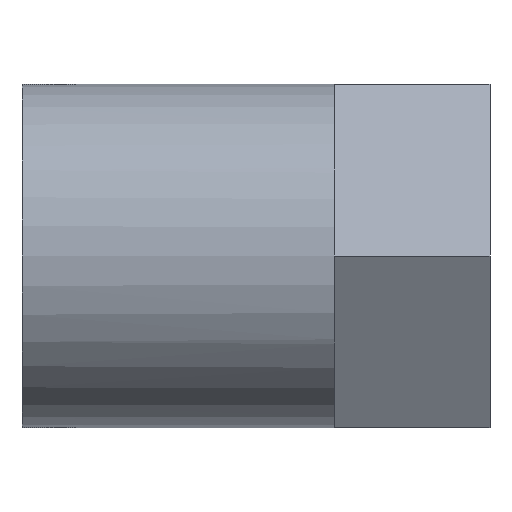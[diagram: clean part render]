
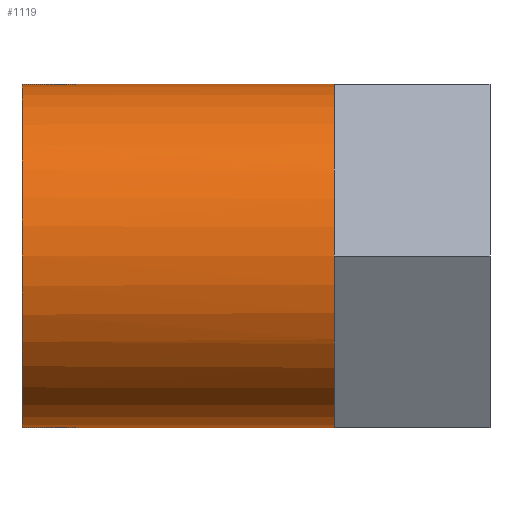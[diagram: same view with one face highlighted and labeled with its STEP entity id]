
A CAD part, front view. The second image highlights one B-rep face of the part: STEP entity #1119.
In plain terms, the highlighted cylindrical face has radius 5.5 mm (diameter 11 mm), a partial arc.
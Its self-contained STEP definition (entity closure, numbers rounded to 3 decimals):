
#49 = CARTESIAN_POINT ( 'NONE',  ( -23.288, -0.03, -5.5 ) ) ;
#65 = CARTESIAN_POINT ( 'NONE',  ( -23.288, 0., -5.5 ) ) ;
#80 = AXIS2_PLACEMENT_3D ( 'NONE', #1098, #2276, #1604 ) ;
#81 = ORIENTED_EDGE ( 'NONE', *, *, #2880, .T. ) ;
#97 = ORIENTED_EDGE ( 'NONE', *, *, #1115, .T. ) ;
#128 = B_SPLINE_CURVE_WITH_KNOTS ( 'NONE', 3,
 ( #857, #673, #1159, #843 ),
 .UNSPECIFIED., .F., .F.,
 ( 4, 4 ),
 ( 0., 0.5 ),
 .UNSPECIFIED. ) ;
#141 = AXIS2_PLACEMENT_3D ( 'NONE', #755, #489, #1688 ) ;
#145 = CARTESIAN_POINT ( 'NONE',  ( -23.288, -0.09, 5.499 ) ) ;
#156 = DIRECTION ( 'NONE',  ( 0., 0., 1. ) ) ;
#170 = CARTESIAN_POINT ( 'NONE',  ( -23.288, -4.778, -2.724 ) ) ;
#192 = CARTESIAN_POINT ( 'NONE',  ( -23.288, -0.09, -5.499 ) ) ;
#294 = VERTEX_POINT ( 'NONE', #2381 ) ;
#330 = CARTESIAN_POINT ( 'NONE',  ( -23.288, 0., -5.5 ) ) ;
#332 = LINE ( 'NONE', #1516, #583 ) ;
#411 = CARTESIAN_POINT ( 'NONE',  ( -23.288, -4.808, 2.672 ) ) ;
#489 = DIRECTION ( 'NONE',  ( -1., 0., 0. ) ) ;
#510 = VERTEX_POINT ( 'NONE', #192 ) ;
#524 = EDGE_CURVE ( 'NONE', #958, #2128, #2383, .T. ) ;
#542 = CARTESIAN_POINT ( 'NONE',  ( -23.288, -4.717, -2.828 ) ) ;
#552 = CARTESIAN_POINT ( 'NONE',  ( -33.288, 0., -5.5 ) ) ;
#583 = VECTOR ( 'NONE', #1775, 1000. ) ;
#629 = ORIENTED_EDGE ( 'NONE', *, *, #756, .T. ) ;
#645 = CARTESIAN_POINT ( 'NONE',  ( -23.288, -4.778, 2.724 ) ) ;
#673 = CARTESIAN_POINT ( 'NONE',  ( -23.288, -0.06, 5.5 ) ) ;
#755 = CARTESIAN_POINT ( 'NONE',  ( -23.288, 0., 0. ) ) ;
#756 = EDGE_CURVE ( 'NONE', #510, #2657, #2687, .T. ) ;
#794 = CARTESIAN_POINT ( 'NONE',  ( -23.288, -0.09, -5.499 ) ) ;
#843 = CARTESIAN_POINT ( 'NONE',  ( -23.288, 0., 5.5 ) ) ;
#857 = CARTESIAN_POINT ( 'NONE',  ( -23.288, -0.09, 5.499 ) ) ;
#904 = CARTESIAN_POINT ( 'NONE',  ( -23.288, 0., 0. ) ) ;
#958 = VERTEX_POINT ( 'NONE', #552 ) ;
#966 = ORIENTED_EDGE ( 'NONE', *, *, #1666, .F. ) ;
#990 = VERTEX_POINT ( 'NONE', #1037 ) ;
#1028 = AXIS2_PLACEMENT_3D ( 'NONE', #1855, #2575, #156 ) ;
#1037 = CARTESIAN_POINT ( 'NONE',  ( -23.288, -4.717, 2.828 ) ) ;
#1065 = VERTEX_POINT ( 'NONE', #1589 ) ;
#1098 = CARTESIAN_POINT ( 'NONE',  ( -36.642, 0., 0. ) ) ;
#1114 = CARTESIAN_POINT ( 'NONE',  ( -23.288, -4.748, 2.776 ) ) ;
#1115 = EDGE_CURVE ( 'NONE', #990, #2153, #2477, .T. ) ;
#1119 = ADVANCED_FACE ( 'NONE', ( #2290 ), #1839, .T. ) ;
#1125 = CARTESIAN_POINT ( 'NONE',  ( -23.288, -4.808, -2.672 ) ) ;
#1127 = CIRCLE ( 'NONE', #1028, 5.5 ) ;
#1147 = CARTESIAN_POINT ( 'NONE',  ( -33.288, 0., 0. ) ) ;
#1159 = CARTESIAN_POINT ( 'NONE',  ( -23.288, -0.03, 5.5 ) ) ;
#1175 = EDGE_CURVE ( 'NONE', #2531, #294, #1127, .T. ) ;
#1184 = B_SPLINE_CURVE_WITH_KNOTS ( 'NONE', 3,
 ( #330, #49, #2914, #794 ),
 .UNSPECIFIED., .F., .F.,
 ( 4, 4 ),
 ( 0.5, 1. ),
 .UNSPECIFIED. ) ;
#1217 = EDGE_CURVE ( 'NONE', #2153, #1065, #128, .T. ) ;
#1250 = EDGE_CURVE ( 'NONE', #2657, #2531, #2621, .T. ) ;
#1343 = DIRECTION ( 'NONE',  ( 0., 0., 1. ) ) ;
#1357 = CARTESIAN_POINT ( 'NONE',  ( -23.288, -4.748, -2.776 ) ) ;
#1386 = CARTESIAN_POINT ( 'NONE',  ( -36.642, 0., 5.5 ) ) ;
#1389 = B_SPLINE_CURVE_WITH_KNOTS ( 'NONE', 3,
 ( #411, #645, #1114, #2061 ),
 .UNSPECIFIED., .F., .F.,
 ( 4, 4 ),
 ( 0., 1. ),
 .UNSPECIFIED. ) ;
#1516 = CARTESIAN_POINT ( 'NONE',  ( -36.642, 0., -5.5 ) ) ;
#1532 = VECTOR ( 'NONE', #1686, 1000. ) ;
#1589 = CARTESIAN_POINT ( 'NONE',  ( -23.288, 0., 5.5 ) ) ;
#1604 = DIRECTION ( 'NONE',  ( 0., 0., 1. ) ) ;
#1666 = EDGE_CURVE ( 'NONE', #2358, #958, #332, .T. ) ;
#1686 = DIRECTION ( 'NONE',  ( -1., 0., 0. ) ) ;
#1688 = DIRECTION ( 'NONE',  ( 0., 0., 1. ) ) ;
#1775 = DIRECTION ( 'NONE',  ( -1., 0., 0. ) ) ;
#1792 = ORIENTED_EDGE ( 'NONE', *, *, #2009, .T. ) ;
#1808 = CARTESIAN_POINT ( 'NONE',  ( -33.288, 0., 5.5 ) ) ;
#1839 = CYLINDRICAL_SURFACE ( 'NONE', #80, 5.5 ) ;
#1843 = ORIENTED_EDGE ( 'NONE', *, *, #2331, .T. ) ;
#1855 = CARTESIAN_POINT ( 'NONE',  ( -23.288, 0., 0. ) ) ;
#1876 = DIRECTION ( 'NONE',  ( -1., 0., 0. ) ) ;
#2009 = EDGE_CURVE ( 'NONE', #294, #990, #1389, .T. ) ;
#2045 = DIRECTION ( 'NONE',  ( -1., 0., 0. ) ) ;
#2061 = CARTESIAN_POINT ( 'NONE',  ( -23.288, -4.717, 2.828 ) ) ;
#2092 = ORIENTED_EDGE ( 'NONE', *, *, #1250, .T. ) ;
#2128 = VERTEX_POINT ( 'NONE', #1808 ) ;
#2153 = VERTEX_POINT ( 'NONE', #145 ) ;
#2156 = LINE ( 'NONE', #1386, #1532 ) ;
#2222 = AXIS2_PLACEMENT_3D ( 'NONE', #904, #2045, #1343 ) ;
#2276 = DIRECTION ( 'NONE',  ( -1., 0., 0. ) ) ;
#2290 = FACE_OUTER_BOUND ( 'NONE', #2514, .T. ) ;
#2297 = CARTESIAN_POINT ( 'NONE',  ( -23.288, -4.808, -2.672 ) ) ;
#2331 = EDGE_CURVE ( 'NONE', #1065, #2128, #2156, .T. ) ;
#2358 = VERTEX_POINT ( 'NONE', #65 ) ;
#2381 = CARTESIAN_POINT ( 'NONE',  ( -23.288, -4.808, 2.672 ) ) ;
#2383 = CIRCLE ( 'NONE', #2736, 5.5 ) ;
#2440 = ORIENTED_EDGE ( 'NONE', *, *, #1217, .T. ) ;
#2477 = CIRCLE ( 'NONE', #2222, 5.5 ) ;
#2501 = ORIENTED_EDGE ( 'NONE', *, *, #1175, .T. ) ;
#2514 = EDGE_LOOP ( 'NONE', ( #966, #81, #629, #2092, #2501, #1792, #97, #2440, #1843, #2796 ) ) ;
#2531 = VERTEX_POINT ( 'NONE', #2297 ) ;
#2545 = CARTESIAN_POINT ( 'NONE',  ( -23.288, -4.717, -2.828 ) ) ;
#2575 = DIRECTION ( 'NONE',  ( -1., 0., 0. ) ) ;
#2621 = B_SPLINE_CURVE_WITH_KNOTS ( 'NONE', 3,
 ( #2545, #1357, #170, #1125 ),
 .UNSPECIFIED., .F., .F.,
 ( 4, 4 ),
 ( 0., 1. ),
 .UNSPECIFIED. ) ;
#2657 = VERTEX_POINT ( 'NONE', #542 ) ;
#2687 = CIRCLE ( 'NONE', #141, 5.5 ) ;
#2736 = AXIS2_PLACEMENT_3D ( 'NONE', #1147, #1876, #3041 ) ;
#2796 = ORIENTED_EDGE ( 'NONE', *, *, #524, .F. ) ;
#2880 = EDGE_CURVE ( 'NONE', #2358, #510, #1184, .T. ) ;
#2914 = CARTESIAN_POINT ( 'NONE',  ( -23.288, -0.06, -5.5 ) ) ;
#3041 = DIRECTION ( 'NONE',  ( 0., 0., 1. ) ) ;
